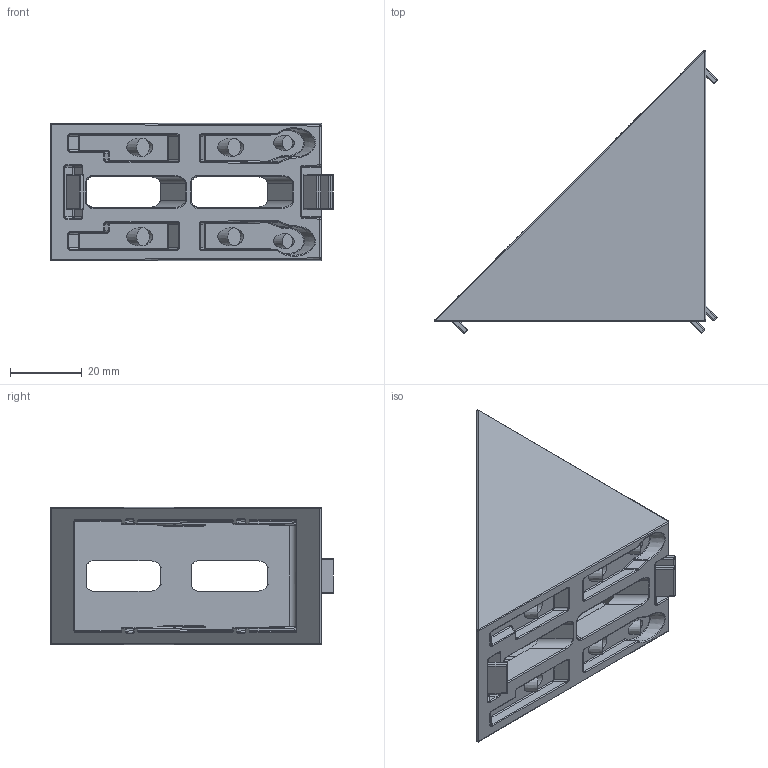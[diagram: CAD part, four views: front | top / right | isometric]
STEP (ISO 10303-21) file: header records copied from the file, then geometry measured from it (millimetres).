
FILE_DESCRIPTION (( 'STEP AP214' ), '1' );
FILE_NAME ('084.305.049.STEP', '2019-06-03T14:20:38', ( '' ), ( '' ), 'SwSTEP 2.0', 'SolidWorks 2018', '' );
FILE_SCHEMA (( 'AUTOMOTIVE_DESIGN' ));
Length unit declared in the file: millimetre
Products named in the file (1): 084.305.049
Bounding box: 78.82 x 78.82 x 38.29 mm (x, y, z)
Volume: 40789.9 mm3; surface area: 22879.4 mm2
Topology: 1 solids, 1 shells, 714 faces, 1580 edges, 886 vertices
Faces by surface type: cylinder 309, bspline 182, plane 149, sphere 44, cone 30
Entity records: 22943 total; most frequent: CARTESIAN_POINT 9006, ORIENTED_EDGE 3132, DIRECTION 2696, EDGE_CURVE 1566, AXIS2_PLACEMENT_3D 1019, VERTEX_POINT 882, EDGE_LOOP 750, FACE_OUTER_BOUND 714
